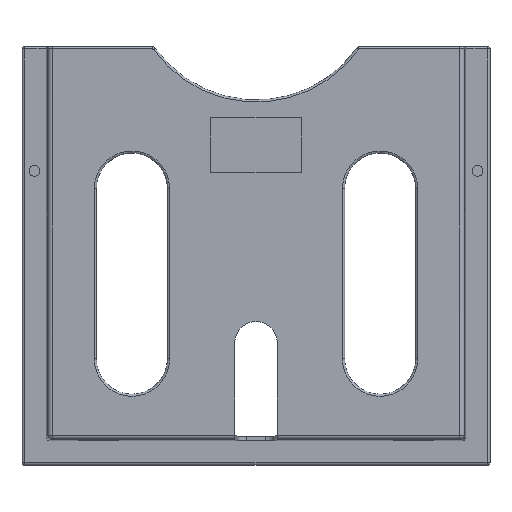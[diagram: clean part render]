
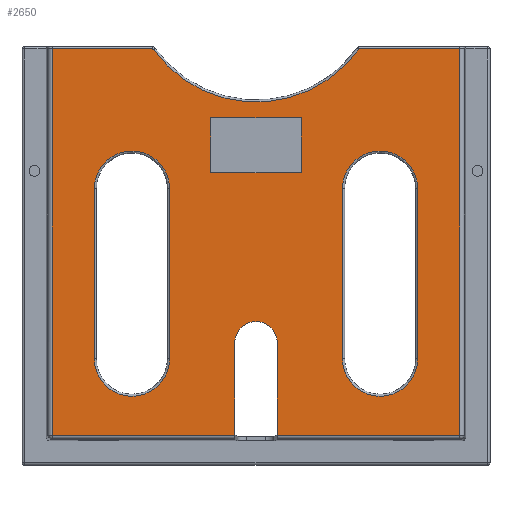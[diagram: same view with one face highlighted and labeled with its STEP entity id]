
A CAD part, top view. The second image highlights one B-rep face of the part: STEP entity #2650.
In plain terms, the highlighted planar face has unit normal (0, 0, 1).
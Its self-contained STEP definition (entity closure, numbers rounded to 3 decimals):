
#39=DIRECTION('',(0.,-1.,0.));
#40=VECTOR('',#39,217.874);
#41=CARTESIAN_POINT('',(-115.074,110.,31.9));
#42=LINE('',#41,#40);
#701=DIRECTION('',(0.,-1.,0.));
#702=VECTOR('',#701,31.);
#703=CARTESIAN_POINT('',(-25.5,71.2,31.9));
#704=LINE('',#703,#702);
#708=DIRECTION('',(1.,0.,0.));
#709=VECTOR('',#708,51.);
#710=CARTESIAN_POINT('',(-25.5,40.2,31.9));
#711=LINE('',#710,#709);
#715=DIRECTION('',(0.,1.,0.));
#716=VECTOR('',#715,31.);
#717=CARTESIAN_POINT('',(25.5,40.2,31.9));
#718=LINE('',#717,#716);
#722=DIRECTION('',(-1.,0.,0.));
#723=VECTOR('',#722,51.);
#724=CARTESIAN_POINT('',(25.5,71.2,31.9));
#725=LINE('',#724,#723);
#729=CARTESIAN_POINT('',(-70.,-64.8,31.9));
#730=DIRECTION('',(0.,0.,-1.));
#731=DIRECTION('',(1.,0.,0.));
#732=AXIS2_PLACEMENT_3D('',#729,#730,#731);
#737=DIRECTION('',(0.,-1.,0.));
#738=VECTOR('',#737,96.);
#739=CARTESIAN_POINT('',(-48.8,31.2,31.9));
#740=LINE('',#739,#738);
#744=CARTESIAN_POINT('',(-70.,31.2,31.9));
#745=DIRECTION('',(0.,0.,-1.));
#746=DIRECTION('',(-1.,0.,0.));
#747=AXIS2_PLACEMENT_3D('',#744,#745,#746);
#752=DIRECTION('',(0.,1.,0.));
#753=VECTOR('',#752,96.);
#754=CARTESIAN_POINT('',(-91.2,-64.8,31.9));
#755=LINE('',#754,#753);
#759=DIRECTION('',(0.,-1.,0.));
#760=VECTOR('',#759,96.);
#761=CARTESIAN_POINT('',(91.2,31.2,31.9));
#762=LINE('',#761,#760);
#766=CARTESIAN_POINT('',(70.,31.2,31.9));
#767=DIRECTION('',(0.,0.,-1.));
#768=DIRECTION('',(-1.,0.,0.));
#769=AXIS2_PLACEMENT_3D('',#766,#767,#768);
#774=DIRECTION('',(0.,1.,0.));
#775=VECTOR('',#774,96.);
#776=CARTESIAN_POINT('',(48.8,-64.8,31.9));
#777=LINE('',#776,#775);
#781=CARTESIAN_POINT('',(70.,-64.8,31.9));
#782=DIRECTION('',(0.,0.,-1.));
#783=DIRECTION('',(1.,0.,0.));
#784=AXIS2_PLACEMENT_3D('',#781,#782,#783);
#789=DIRECTION('',(1.,0.,0.));
#790=VECTOR('',#789,57.005);
#791=CARTESIAN_POINT('',(58.069,110.,31.9));
#792=LINE('',#791,#790);
#796=DIRECTION('',(0.,1.,0.));
#797=VECTOR('',#796,52.074);
#798=CARTESIAN_POINT('',(12.,-107.874,31.9));
#799=LINE('',#798,#797);
#803=CARTESIAN_POINT('',(0.,-55.8,31.9));
#804=DIRECTION('',(0.,0.,1.));
#805=DIRECTION('',(1.,0.,0.));
#806=AXIS2_PLACEMENT_3D('',#803,#804,#805);
#811=DIRECTION('',(0.,1.,0.));
#812=VECTOR('',#811,52.074);
#813=CARTESIAN_POINT('',(-12.,-107.874,31.9));
#814=LINE('',#813,#812);
#818=DIRECTION('',(1.,0.,0.));
#819=VECTOR('',#818,56.593);
#820=CARTESIAN_POINT('',(-115.074,110.,31.9));
#821=LINE('',#820,#819);
#825=CARTESIAN_POINT('',(-58.481,109.2,31.9));
#826=DIRECTION('',(0.,0.,-1.));
#827=DIRECTION('',(0.,1.,0.));
#828=AXIS2_PLACEMENT_3D('',#825,#826,#827);
#833=CARTESIAN_POINT('',(0.,151.2,31.9));
#834=DIRECTION('',(0.,0.,1.));
#835=DIRECTION('',(-0.812,-0.583,0.));
#836=AXIS2_PLACEMENT_3D('',#833,#834,#835);
#986=DIRECTION('',(0.,-1.,0.));
#987=VECTOR('',#986,217.874);
#988=CARTESIAN_POINT('',(115.074,110.,31.9));
#989=LINE('',#988,#987);
#1366=DIRECTION('',(1.,0.,0.));
#1367=VECTOR('',#1366,103.074);
#1368=CARTESIAN_POINT('',(12.,-107.874,31.9));
#1369=LINE('',#1368,#1367);
#1403=DIRECTION('',(1.,0.,0.));
#1404=VECTOR('',#1403,103.074);
#1405=CARTESIAN_POINT('',(-115.074,-107.874,31.9));
#1406=LINE('',#1405,#1404);
#1914=CARTESIAN_POINT('',(12.,-107.874,31.9));
#1915=CARTESIAN_POINT('',(12.,-55.8,31.9));
#1916=VERTEX_POINT('',#1914);
#1917=VERTEX_POINT('',#1915);
#1918=CARTESIAN_POINT('',(-12.,-55.8,31.9));
#1919=VERTEX_POINT('',#1918);
#1920=CARTESIAN_POINT('',(-12.,-107.874,31.9));
#1921=VERTEX_POINT('',#1920);
#1950=CARTESIAN_POINT('',(-25.5,71.2,31.9));
#1951=CARTESIAN_POINT('',(-25.5,40.2,31.9));
#1952=VERTEX_POINT('',#1950);
#1953=VERTEX_POINT('',#1951);
#1954=CARTESIAN_POINT('',(25.5,40.2,31.9));
#1955=VERTEX_POINT('',#1954);
#1956=CARTESIAN_POINT('',(25.5,71.2,31.9));
#1957=VERTEX_POINT('',#1956);
#1974=CARTESIAN_POINT('',(-48.8,-64.8,31.9));
#1975=CARTESIAN_POINT('',(-91.2,-64.8,31.9));
#1976=VERTEX_POINT('',#1974);
#1977=VERTEX_POINT('',#1975);
#1980=CARTESIAN_POINT('',(-91.2,31.2,31.9));
#1981=VERTEX_POINT('',#1980);
#1984=CARTESIAN_POINT('',(-48.8,31.2,31.9));
#1985=VERTEX_POINT('',#1984);
#1986=CARTESIAN_POINT('',(91.2,31.2,31.9));
#1987=CARTESIAN_POINT('',(91.2,-64.8,31.9));
#1988=VERTEX_POINT('',#1986);
#1989=VERTEX_POINT('',#1987);
#1994=CARTESIAN_POINT('',(48.8,31.2,31.9));
#1995=VERTEX_POINT('',#1994);
#1998=CARTESIAN_POINT('',(48.8,-64.8,31.9));
#1999=VERTEX_POINT('',#1998);
#2074=CARTESIAN_POINT('',(115.074,110.,31.9));
#2075=VERTEX_POINT('',#2074);
#2080=CARTESIAN_POINT('',(58.069,110.,31.9));
#2081=VERTEX_POINT('',#2080);
#2084=CARTESIAN_POINT('',(-57.831,109.667,31.9));
#2085=VERTEX_POINT('',#2084);
#2088=CARTESIAN_POINT('',(-58.481,110.,31.9));
#2089=VERTEX_POINT('',#2088);
#2092=CARTESIAN_POINT('',(-115.074,110.,31.9));
#2093=VERTEX_POINT('',#2092);
#2104=CARTESIAN_POINT('',(115.074,-107.874,31.9));
#2105=VERTEX_POINT('',#2104);
#2106=CARTESIAN_POINT('',(-115.074,-107.874,31.9));
#2107=VERTEX_POINT('',#2106);
#2596=CARTESIAN_POINT('',(-117.4,-111.2,31.9));
#2597=DIRECTION('',(0.,0.,1.));
#2598=DIRECTION('',(1.,0.,0.));
#2599=AXIS2_PLACEMENT_3D('',#2596,#2597,#2598);
#2600=PLANE('',#2599);
#2602=ORIENTED_EDGE('',*,*,#2601,.T.);
#2604=ORIENTED_EDGE('',*,*,#2603,.T.);
#2606=ORIENTED_EDGE('',*,*,#2605,.F.);
#2608=ORIENTED_EDGE('',*,*,#2607,.T.);
#2610=ORIENTED_EDGE('',*,*,#2609,.T.);
#2612=ORIENTED_EDGE('',*,*,#2611,.F.);
#2614=ORIENTED_EDGE('',*,*,#2613,.F.);
#2615=ORIENTED_EDGE('',*,*,#2186,.F.);
#2617=ORIENTED_EDGE('',*,*,#2616,.T.);
#2619=ORIENTED_EDGE('',*,*,#2618,.T.);
#2621=ORIENTED_EDGE('',*,*,#2620,.T.);
#2622=EDGE_LOOP('',(#2602,#2604,#2606,#2608,#2610,#2612,#2614,#2615,#2617,#2619,
#2621));
#2623=FACE_OUTER_BOUND('',#2622,.F.);
#2624=ORIENTED_EDGE('',*,*,#2548,.F.);
#2625=ORIENTED_EDGE('',*,*,#2563,.F.);
#2626=ORIENTED_EDGE('',*,*,#2577,.F.);
#2627=ORIENTED_EDGE('',*,*,#2590,.F.);
#2628=EDGE_LOOP('',(#2624,#2625,#2626,#2627));
#2629=FACE_BOUND('',#2628,.F.);
#2631=ORIENTED_EDGE('',*,*,#2630,.F.);
#2633=ORIENTED_EDGE('',*,*,#2632,.F.);
#2635=ORIENTED_EDGE('',*,*,#2634,.F.);
#2637=ORIENTED_EDGE('',*,*,#2636,.F.);
#2638=EDGE_LOOP('',(#2631,#2633,#2635,#2637));
#2639=FACE_BOUND('',#2638,.F.);
#2641=ORIENTED_EDGE('',*,*,#2640,.T.);
#2643=ORIENTED_EDGE('',*,*,#2642,.T.);
#2645=ORIENTED_EDGE('',*,*,#2644,.T.);
#2647=ORIENTED_EDGE('',*,*,#2646,.T.);
#2648=EDGE_LOOP('',(#2641,#2643,#2645,#2647));
#2649=FACE_BOUND('',#2648,.F.);
#2650=ADVANCED_FACE('',(#2623,#2629,#2639,#2649),#2600,.T.);
#733=CIRCLE('',#732,21.2);
#748=CIRCLE('',#747,21.2);
#770=CIRCLE('',#769,21.2);
#785=CIRCLE('',#784,21.2);
#807=CIRCLE('',#806,12.);
#829=CIRCLE('',#828,0.8);
#837=CIRCLE('',#836,71.2);
#2186=EDGE_CURVE('',#2093,#2107,#42,.T.);
#2548=EDGE_CURVE('',#1976,#1977,#733,.T.);
#2563=EDGE_CURVE('',#1985,#1976,#740,.T.);
#2577=EDGE_CURVE('',#1981,#1985,#748,.T.);
#2590=EDGE_CURVE('',#1977,#1981,#755,.T.);
#2601=EDGE_CURVE('',#2081,#2075,#792,.T.);
#2603=EDGE_CURVE('',#2075,#2105,#989,.T.);
#2605=EDGE_CURVE('',#1916,#2105,#1369,.T.);
#2607=EDGE_CURVE('',#1916,#1917,#799,.T.);
#2609=EDGE_CURVE('',#1917,#1919,#807,.T.);
#2611=EDGE_CURVE('',#1921,#1919,#814,.T.);
#2613=EDGE_CURVE('',#2107,#1921,#1406,.T.);
#2616=EDGE_CURVE('',#2093,#2089,#821,.T.);
#2618=EDGE_CURVE('',#2089,#2085,#829,.T.);
#2620=EDGE_CURVE('',#2085,#2081,#837,.T.);
#2630=EDGE_CURVE('',#1988,#1989,#762,.T.);
#2632=EDGE_CURVE('',#1995,#1988,#770,.T.);
#2634=EDGE_CURVE('',#1999,#1995,#777,.T.);
#2636=EDGE_CURVE('',#1989,#1999,#785,.T.);
#2640=EDGE_CURVE('',#1952,#1953,#704,.T.);
#2642=EDGE_CURVE('',#1953,#1955,#711,.T.);
#2644=EDGE_CURVE('',#1955,#1957,#718,.T.);
#2646=EDGE_CURVE('',#1957,#1952,#725,.T.);
